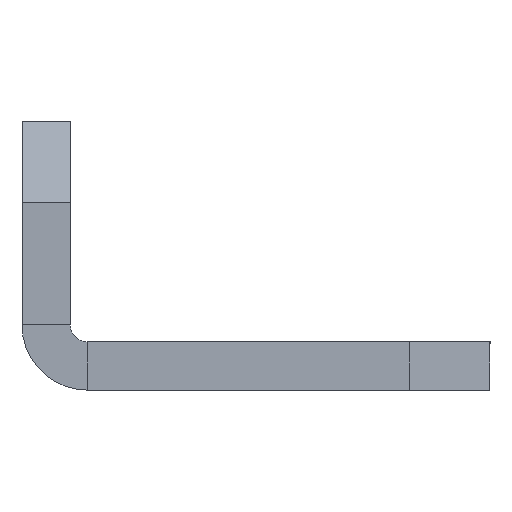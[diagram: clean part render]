
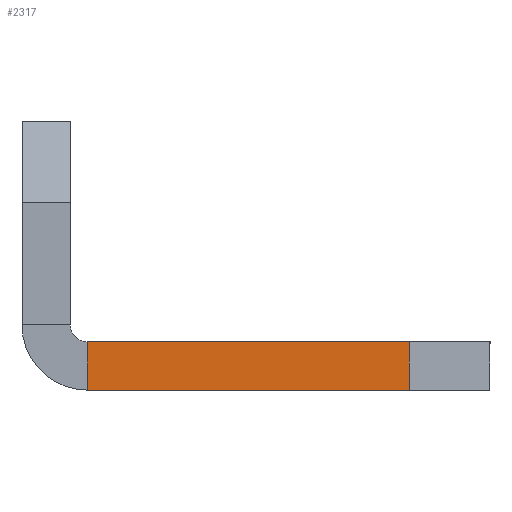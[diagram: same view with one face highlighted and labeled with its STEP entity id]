
A CAD part, left-side view. The second image highlights one B-rep face of the part: STEP entity #2317.
In plain terms, the highlighted planar face has unit normal (-1, 0, 0).
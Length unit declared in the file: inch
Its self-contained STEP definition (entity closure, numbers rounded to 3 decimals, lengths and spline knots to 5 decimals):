
#346 = VECTOR ( 'NONE', #1628, 39.37008 ) ;
#348 = VECTOR ( 'NONE', #1629, 39.37008 ) ;
#350 = VECTOR ( 'NONE', #1633, 39.37008 ) ;
#351 = LINE ( 'NONE', #1631, #348 ) ;
#352 = VECTOR ( 'NONE', #1636, 39.37008 ) ;
#353 = LINE ( 'NONE', #1637, #346 ) ;
#355 = LINE ( 'NONE', #1644, #350 ) ;
#356 = LINE ( 'NONE', #1643, #352 ) ;
#524 = FACE_OUTER_BOUND ( 'NONE', #1284, .T. ) ;
#799 = ORIENTED_EDGE ( 'NONE', *, *, #2422, .T. ) ;
#800 = ORIENTED_EDGE ( 'NONE', *, *, #2423, .T. ) ;
#801 = ORIENTED_EDGE ( 'NONE', *, *, #2424, .F. ) ;
#802 = ORIENTED_EDGE ( 'NONE', *, *, #2425, .T. ) ;
#951 = VERTEX_POINT ( 'NONE', #1967 ) ;
#956 = VERTEX_POINT ( 'NONE', #1959 ) ;
#1019 = VERTEX_POINT ( 'NONE', #1802 ) ;
#1020 = VERTEX_POINT ( 'NONE', #1798 ) ;
#1284 = EDGE_LOOP ( 'NONE', ( #799, #800, #801, #802 ) ) ;
#1628 = DIRECTION ( 'NONE',  ( 0., 0., -1. ) ) ;
#1629 = DIRECTION ( 'NONE',  ( 0., -1., 0. ) ) ;
#1631 = CARTESIAN_POINT ( 'NONE',  ( -7.6, 0.375, 0.09 ) ) ;
#1633 = DIRECTION ( 'NONE',  ( 0., 0., 1. ) ) ;
#1636 = DIRECTION ( 'NONE',  ( 0., -1., 0. ) ) ;
#1637 = CARTESIAN_POINT ( 'NONE',  ( -7.6, 0.375, 0.09 ) ) ;
#1643 = CARTESIAN_POINT ( 'NONE',  ( -7.6, 0.375, 0. ) ) ;
#1644 = CARTESIAN_POINT ( 'NONE',  ( -7.6, -0.225, 0.09 ) ) ;
#1798 = CARTESIAN_POINT ( 'NONE',  ( -7.6, -0.225, 0. ) ) ;
#1802 = CARTESIAN_POINT ( 'NONE',  ( -7.6, 0.375, 0. ) ) ;
#1959 = CARTESIAN_POINT ( 'NONE',  ( -7.6, -0.225, 0.09 ) ) ;
#1967 = CARTESIAN_POINT ( 'NONE',  ( -7.6, 0.375, 0.09 ) ) ;
#2095 = DIRECTION ( 'NONE',  ( 0., 0., -1. ) ) ;
#2096 = DIRECTION ( 'NONE',  ( 1., 0., 0. ) ) ;
#2099 = PLANE ( 'NONE',  #2739 ) ;
#2101 = CARTESIAN_POINT ( 'NONE',  ( -7.6, 0.375, 0.09 ) ) ;
#2317 = ADVANCED_FACE ( 'NONE', ( #524 ), #2099, .F. ) ;
#2422 = EDGE_CURVE ( 'NONE', #1019, #1020, #356, .T. ) ;
#2423 = EDGE_CURVE ( 'NONE', #1020, #956, #355, .T. ) ;
#2424 = EDGE_CURVE ( 'NONE', #951, #956, #351, .T. ) ;
#2425 = EDGE_CURVE ( 'NONE', #951, #1019, #353, .T. ) ;
#2739 = AXIS2_PLACEMENT_3D ( 'NONE', #2101, #2096, #2095 ) ;
